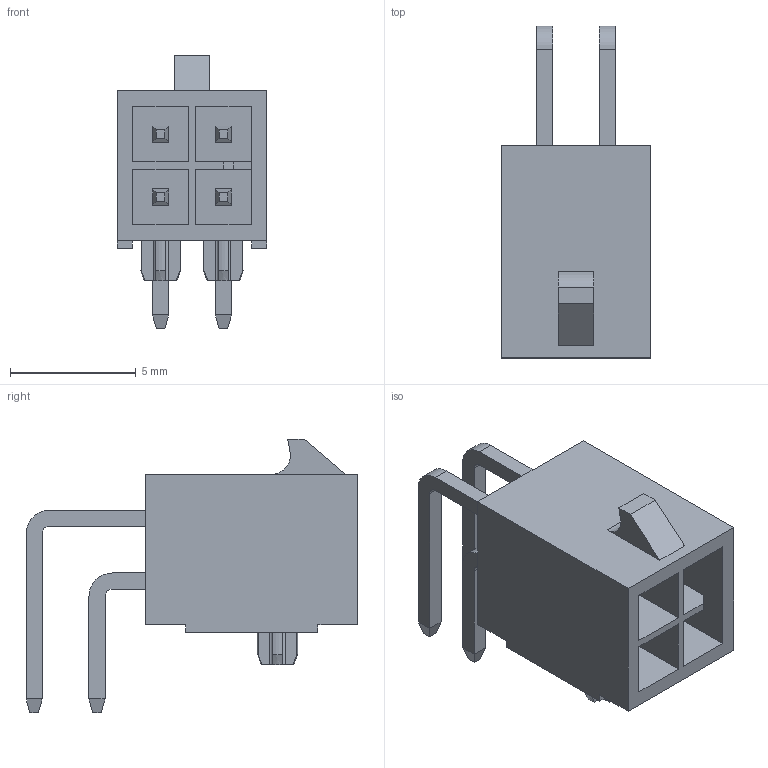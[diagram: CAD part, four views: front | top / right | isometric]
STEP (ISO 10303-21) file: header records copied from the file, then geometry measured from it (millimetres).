
FILE_DESCRIPTION(/* description */ ('Unknown'),/* implementation_level */ '2;1');
FILE_NAME(/* name */ '626004210201',/* time_stamp */ '2023-11-15T08:58:43+01:00',/* author */ ('Unknown'),/* organization */ ('Unknown'),/* preprocessor_version */ 'ST-DEVELOPER v18.102',/* originating_system */ 'Solid Edge',/* authorisation */ 'Unknown');
FILE_SCHEMA (('AUTOMOTIVE_DESIGN {1 0 10303 214 3 1 1}'));
Length unit declared in the file: millimetre
Products named in the file (4): 6260xx210201; 626004210201; 6260xx210201_Pin short; 6260xx210201_Pin long
Assembly tree (5 placements, depth 2):
  6260xx210201
    626004210201
    6260xx210201_Pin short  x2
    6260xx210201_Pin long  x2
Bounding box: 5.94 x 13.2 x 10.88 mm (x, y, z)
Volume: 203.1 mm3; surface area: 744.2 mm2
Topology: 5 solids, 5 shells, 203 faces, 504 edges, 320 vertices
Faces by surface type: plane 170, cylinder 25, cone 8
Entity records: 5082 total; most frequent: CARTESIAN_POINT 917, ORIENTED_EDGE 848, DIRECTION 804, EDGE_CURVE 424, LINE 358, VECTOR 358, VERTEX_POINT 272, AXIS2_PLACEMENT_3D 223
